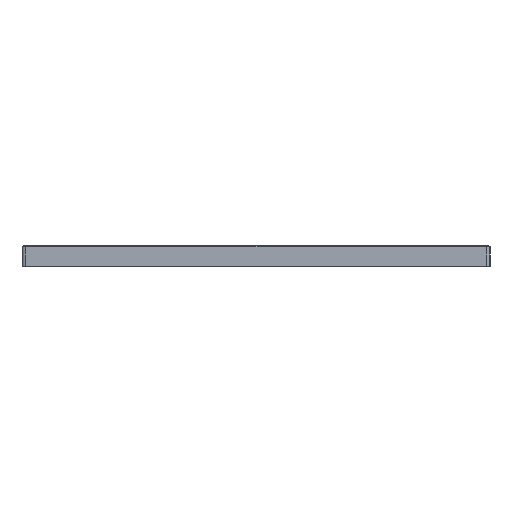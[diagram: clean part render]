
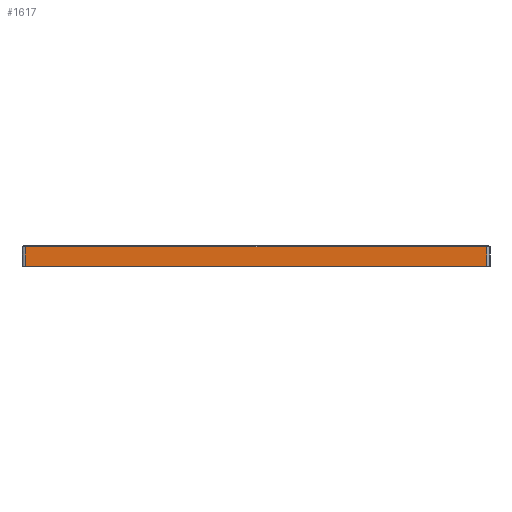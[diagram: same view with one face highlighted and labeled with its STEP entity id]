
A CAD part, left-side view. The second image highlights one B-rep face of the part: STEP entity #1617.
In plain terms, the highlighted planar face has unit normal (-1, 0, 0).
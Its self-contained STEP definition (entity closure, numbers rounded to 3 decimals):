
#604=B_SPLINE_CURVE_WITH_KNOTS('',3,(#20884,#20885,#20886,#20887,#20888,
#20889,#20890,#20891,#20892,#20893,#20894,#20895,#20896,#20897,#20898,#20899),
 .UNSPECIFIED.,.F.,.F.,(4,3,3,3,3,4),(0.,0.011,0.03,
0.069,0.383,1.),.UNSPECIFIED.);
#605=B_SPLINE_CURVE_WITH_KNOTS('',3,(#20901,#20902,#20903,#20904,#20905,
#20906,#20907,#20908,#20909,#20910,#20911,#20912,#20913,#20914,#20915,#20916,
#20917,#20918,#20919,#20920,#20921,#20922,#20923,#20924,#20925),
 .UNSPECIFIED.,.F.,.F.,(4,3,3,3,3,3,3,3,4),(0.,0.009,0.043,
0.183,0.739,0.931,0.97,
0.989,1.),.UNSPECIFIED.);
#1144=FACE_OUTER_BOUND('',#2316,.T.);
#1617=ADVANCED_FACE('',(#1144),#2004,.T.);
#2004=PLANE('',#8711);
#2316=EDGE_LOOP('',(#4142,#4143,#4144,#4145,#4146));
#4142=ORIENTED_EDGE('',*,*,#6994,.T.);
#4143=ORIENTED_EDGE('',*,*,#6995,.T.);
#4144=ORIENTED_EDGE('',*,*,#6996,.T.);
#4145=ORIENTED_EDGE('',*,*,#6997,.T.);
#4146=ORIENTED_EDGE('',*,*,#6998,.F.);
#6042=VERTEX_POINT('',#20882);
#6043=VERTEX_POINT('',#20883);
#6044=VERTEX_POINT('',#20900);
#6045=VERTEX_POINT('',#20926);
#6046=VERTEX_POINT('',#20928);
#6994=EDGE_CURVE('',#6042,#6043,#7873,.T.);
#6995=EDGE_CURVE('',#6043,#6044,#604,.T.);
#6996=EDGE_CURVE('',#6044,#6045,#605,.T.);
#6997=EDGE_CURVE('',#6045,#6046,#7874,.T.);
#6998=EDGE_CURVE('',#6042,#6046,#7875,.T.);
#7873=LINE('',#20881,#8295);
#7874=LINE('',#20927,#8296);
#7875=LINE('',#20929,#8297);
#8295=VECTOR('',#9990,1.);
#8296=VECTOR('',#9991,1.);
#8297=VECTOR('',#9992,1.);
#8711=AXIS2_PLACEMENT_3D('',#20930,#9993,#9994);
#9990=DIRECTION('',(0.,0.,1.));
#9991=DIRECTION('',(0.,0.,-1.));
#9992=DIRECTION('',(0.,1.,0.));
#9993=DIRECTION('',(-1.,0.,0.));
#9994=DIRECTION('',(0.,0.,1.));
#20881=CARTESIAN_POINT('',(-200.,-345.,29.));
#20882=CARTESIAN_POINT('',(-200.,-345.,0.));
#20883=CARTESIAN_POINT('',(-200.,-345.,28.475));
#20884=CARTESIAN_POINT('',(-200.,-345.,28.475));
#20885=CARTESIAN_POINT('',(-200.,-343.764,28.469));
#20886=CARTESIAN_POINT('',(-200.,-342.528,28.469));
#20887=CARTESIAN_POINT('',(-200.,-341.293,28.469));
#20888=CARTESIAN_POINT('',(-200.,-339.041,28.469));
#20889=CARTESIAN_POINT('',(-200.,-336.788,28.47));
#20890=CARTESIAN_POINT('',(-200.,-334.536,28.47));
#20891=CARTESIAN_POINT('',(-200.,-330.032,28.47));
#20892=CARTESIAN_POINT('',(-200.,-325.528,28.47));
#20893=CARTESIAN_POINT('',(-200.,-321.024,28.47));
#20894=CARTESIAN_POINT('',(-200.,-284.99,28.469));
#20895=CARTESIAN_POINT('',(-200.,-248.956,28.47));
#20896=CARTESIAN_POINT('',(-200.,-212.922,28.47));
#20897=CARTESIAN_POINT('',(-200.,-141.948,28.469));
#20898=CARTESIAN_POINT('',(-200.,-70.974,28.47));
#20899=CARTESIAN_POINT('',(-200.,0.,28.47));
#20900=CARTESIAN_POINT('',(-200.,0.,28.47));
#20901=CARTESIAN_POINT('',(-200.,0.,28.47));
#20902=CARTESIAN_POINT('',(-200.,1.,28.47));
#20903=CARTESIAN_POINT('',(-200.,2.,28.47));
#20904=CARTESIAN_POINT('',(-200.,3.,28.47));
#20905=CARTESIAN_POINT('',(-200.,7.,28.47));
#20906=CARTESIAN_POINT('',(-200.,11.,28.47));
#20907=CARTESIAN_POINT('',(-200.,15.,28.47));
#20908=CARTESIAN_POINT('',(-200.,31.,28.47));
#20909=CARTESIAN_POINT('',(-200.,47.,28.47));
#20910=CARTESIAN_POINT('',(-200.,63.,28.47));
#20911=CARTESIAN_POINT('',(-200.,127.,28.469));
#20912=CARTESIAN_POINT('',(-200.,191.,28.47));
#20913=CARTESIAN_POINT('',(-200.,255.,28.47));
#20914=CARTESIAN_POINT('',(-200.,277.008,28.47));
#20915=CARTESIAN_POINT('',(-200.,299.016,28.469));
#20916=CARTESIAN_POINT('',(-200.,321.024,28.47));
#20917=CARTESIAN_POINT('',(-200.,325.528,28.47));
#20918=CARTESIAN_POINT('',(-200.,330.032,28.47));
#20919=CARTESIAN_POINT('',(-200.,334.536,28.47));
#20920=CARTESIAN_POINT('',(-200.,336.788,28.47));
#20921=CARTESIAN_POINT('',(-200.,339.041,28.469));
#20922=CARTESIAN_POINT('',(-200.,341.293,28.469));
#20923=CARTESIAN_POINT('',(-200.,342.528,28.469));
#20924=CARTESIAN_POINT('',(-200.,343.764,28.469));
#20925=CARTESIAN_POINT('',(-200.,345.,28.475));
#20926=CARTESIAN_POINT('',(-200.,345.,28.475));
#20927=CARTESIAN_POINT('',(-200.,345.,29.));
#20928=CARTESIAN_POINT('',(-200.,345.,0.));
#20929=CARTESIAN_POINT('',(-200.,-350.,0.));
#20930=CARTESIAN_POINT('',(-200.,-350.,29.));
